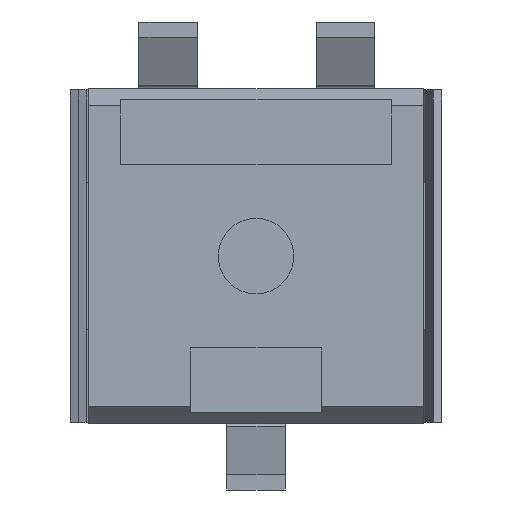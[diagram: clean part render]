
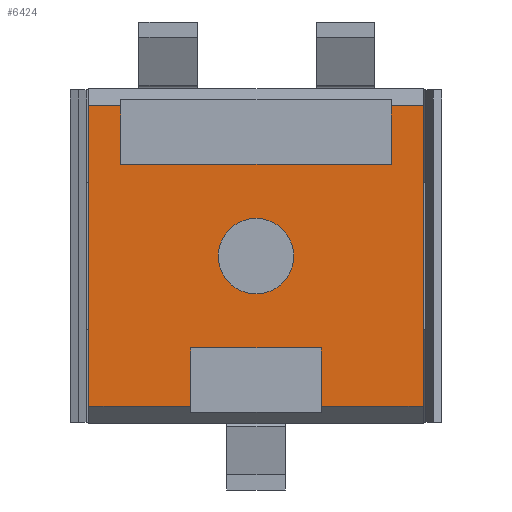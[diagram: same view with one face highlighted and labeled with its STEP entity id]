
A CAD part, front view. The second image highlights one B-rep face of the part: STEP entity #6424.
In plain terms, the highlighted planar face has unit normal (0, -1, 0).
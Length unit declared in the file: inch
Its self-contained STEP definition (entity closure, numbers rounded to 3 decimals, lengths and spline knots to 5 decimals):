
#681=DIRECTION('',(0.,0.,-1.));
#682=VECTOR('',#681,0.15912);
#683=CARTESIAN_POINT('',(0.,0.,-0.00994));
#684=LINE('',#683,#682);
#685=DIRECTION('',(1.,0.,0.));
#686=VECTOR('',#685,0.054);
#687=CARTESIAN_POINT('',(0.123,0.,-0.16906));
#688=LINE('',#687,#686);
#689=DIRECTION('',(1.,0.,0.));
#690=VECTOR('',#689,0.054);
#691=CARTESIAN_POINT('',(0.,0.,-0.16906));
#692=LINE('',#691,#690);
#697=DIRECTION('',(0.,0.,1.));
#698=VECTOR('',#697,0.03096);
#699=CARTESIAN_POINT('',(0.054,0.,-0.16906));
#700=LINE('',#699,#698);
#701=CARTESIAN_POINT('',(0.0885,0.,-0.0895));
#702=DIRECTION('',(0.,-1.,0.));
#703=DIRECTION('',(-1.,0.,0.));
#704=AXIS2_PLACEMENT_3D('',#701,#702,#703);
#706=CARTESIAN_POINT('',(0.0885,0.,-0.0895));
#707=DIRECTION('',(0.,-1.,0.));
#708=DIRECTION('',(1.,0.,0.));
#709=AXIS2_PLACEMENT_3D('',#706,#707,#708);
#711=DIRECTION('',(-1.,0.,0.));
#712=VECTOR('',#711,0.017);
#713=CARTESIAN_POINT('',(0.177,0.,-0.00994));
#714=LINE('',#713,#712);
#719=DIRECTION('',(-1.,0.,0.));
#720=VECTOR('',#719,0.017);
#721=CARTESIAN_POINT('',(0.017,0.,-0.00994));
#722=LINE('',#721,#720);
#1111=DIRECTION('',(0.,0.,1.));
#1112=VECTOR('',#1111,0.15912);
#1113=CARTESIAN_POINT('',(0.177,0.,-0.16906));
#1114=LINE('',#1113,#1112);
#1922=DIRECTION('',(0.,0.,-1.));
#1923=VECTOR('',#1922,0.03096);
#1924=CARTESIAN_POINT('',(0.16,0.,-0.00994));
#1925=LINE('',#1924,#1923);
#1930=DIRECTION('',(-1.,0.,0.));
#1931=VECTOR('',#1930,0.143);
#1932=CARTESIAN_POINT('',(0.16,0.,-0.0409));
#1933=LINE('',#1932,#1931);
#1954=DIRECTION('',(0.,0.,1.));
#1955=VECTOR('',#1954,0.03096);
#1956=CARTESIAN_POINT('',(0.017,0.,-0.0409));
#1957=LINE('',#1956,#1955);
#1966=DIRECTION('',(0.,0.,-1.));
#1967=VECTOR('',#1966,0.03096);
#1968=CARTESIAN_POINT('',(0.123,0.,-0.1381));
#1969=LINE('',#1968,#1967);
#1986=DIRECTION('',(1.,0.,0.));
#1987=VECTOR('',#1986,0.069);
#1988=CARTESIAN_POINT('',(0.054,0.,-0.1381));
#1989=LINE('',#1988,#1987);
#4303=CARTESIAN_POINT('',(0.,0.,-0.16906));
#4304=CARTESIAN_POINT('',(0.054,0.,-0.16906));
#4305=VERTEX_POINT('',#4303);
#4306=VERTEX_POINT('',#4304);
#4307=CARTESIAN_POINT('',(0.,0.,-0.00994));
#4308=VERTEX_POINT('',#4307);
#4309=CARTESIAN_POINT('',(0.017,0.,-0.00994));
#4310=VERTEX_POINT('',#4309);
#4311=CARTESIAN_POINT('',(0.017,0.,-0.0409));
#4312=VERTEX_POINT('',#4311);
#4313=CARTESIAN_POINT('',(0.16,0.,-0.0409));
#4314=VERTEX_POINT('',#4313);
#4315=CARTESIAN_POINT('',(0.16,0.,-0.00994));
#4316=VERTEX_POINT('',#4315);
#4317=CARTESIAN_POINT('',(0.177,0.,-0.00994));
#4318=VERTEX_POINT('',#4317);
#4319=CARTESIAN_POINT('',(0.177,0.,-0.16906));
#4320=VERTEX_POINT('',#4319);
#4321=CARTESIAN_POINT('',(0.123,0.,-0.16906));
#4322=VERTEX_POINT('',#4321);
#4323=CARTESIAN_POINT('',(0.123,0.,-0.1381));
#4324=VERTEX_POINT('',#4323);
#4325=CARTESIAN_POINT('',(0.054,0.,-0.1381));
#4326=VERTEX_POINT('',#4325);
#4327=CARTESIAN_POINT('',(0.0685,0.,-0.0895));
#4328=CARTESIAN_POINT('',(0.1085,0.,-0.0895));
#4329=VERTEX_POINT('',#4327);
#4330=VERTEX_POINT('',#4328);
#6391=CARTESIAN_POINT('',(0.0885,0.,-0.0895));
#6392=DIRECTION('',(0.,1.,0.));
#6393=DIRECTION('',(1.,0.,0.));
#6394=AXIS2_PLACEMENT_3D('',#6391,#6392,#6393);
#6395=PLANE('',#6394);
#6396=ORIENTED_EDGE('',*,*,#6371,.F.);
#6397=ORIENTED_EDGE('',*,*,#6348,.F.);
#6399=ORIENTED_EDGE('',*,*,#6398,.F.);
#6401=ORIENTED_EDGE('',*,*,#6400,.F.);
#6403=ORIENTED_EDGE('',*,*,#6402,.F.);
#6405=ORIENTED_EDGE('',*,*,#6404,.F.);
#6407=ORIENTED_EDGE('',*,*,#6406,.F.);
#6409=ORIENTED_EDGE('',*,*,#6408,.F.);
#6410=ORIENTED_EDGE('',*,*,#6364,.F.);
#6412=ORIENTED_EDGE('',*,*,#6411,.F.);
#6414=ORIENTED_EDGE('',*,*,#6413,.F.);
#6415=ORIENTED_EDGE('',*,*,#6382,.F.);
#6416=EDGE_LOOP('',(#6396,#6397,#6399,#6401,#6403,#6405,#6407,#6409,#6410,#6412,
#6414,#6415));
#6417=FACE_OUTER_BOUND('',#6416,.F.);
#6419=ORIENTED_EDGE('',*,*,#6418,.T.);
#6421=ORIENTED_EDGE('',*,*,#6420,.T.);
#6422=EDGE_LOOP('',(#6419,#6421));
#6423=FACE_BOUND('',#6422,.F.);
#6424=ADVANCED_FACE('',(#6417,#6423),#6395,.F.);
#705=CIRCLE('',#704,0.02);
#710=CIRCLE('',#709,0.02);
#6348=EDGE_CURVE('',#4308,#4305,#684,.T.);
#6364=EDGE_CURVE('',#4322,#4320,#688,.T.);
#6371=EDGE_CURVE('',#4305,#4306,#692,.T.);
#6382=EDGE_CURVE('',#4306,#4326,#700,.T.);
#6398=EDGE_CURVE('',#4310,#4308,#722,.T.);
#6400=EDGE_CURVE('',#4312,#4310,#1957,.T.);
#6402=EDGE_CURVE('',#4314,#4312,#1933,.T.);
#6404=EDGE_CURVE('',#4316,#4314,#1925,.T.);
#6406=EDGE_CURVE('',#4318,#4316,#714,.T.);
#6408=EDGE_CURVE('',#4320,#4318,#1114,.T.);
#6411=EDGE_CURVE('',#4324,#4322,#1969,.T.);
#6413=EDGE_CURVE('',#4326,#4324,#1989,.T.);
#6418=EDGE_CURVE('',#4329,#4330,#705,.T.);
#6420=EDGE_CURVE('',#4330,#4329,#710,.T.);
